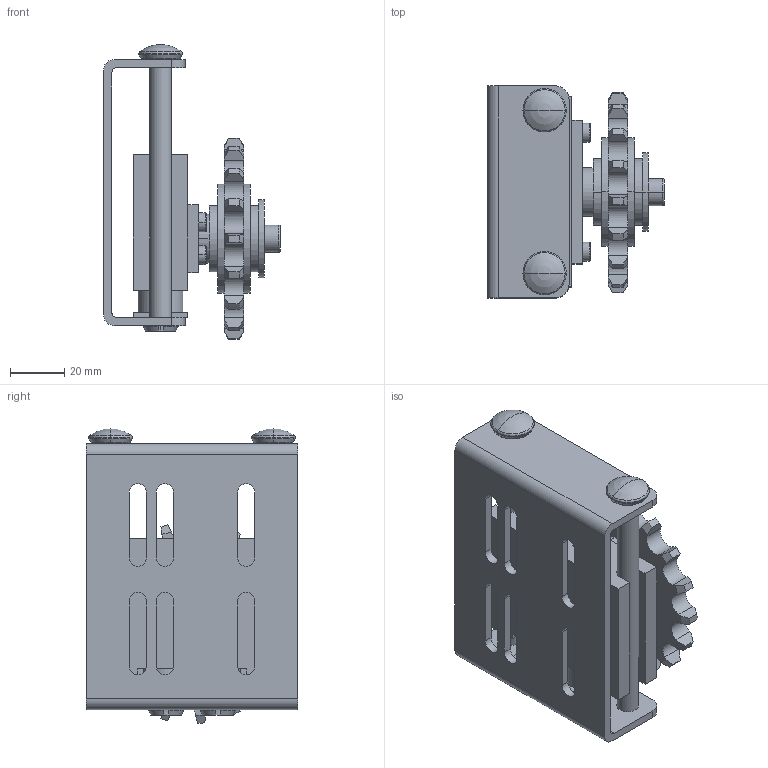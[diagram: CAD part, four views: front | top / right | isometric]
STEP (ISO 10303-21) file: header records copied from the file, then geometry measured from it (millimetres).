
FILE_DESCRIPTION(('STEP AP214'),'1');
FILE_NAME('cctmp_9072F231-0984-4E48-A5C1-F5FD5FCE14AC_2023_7_12_8_55_56_711..stp','2023-07-12T06:55:57',('Murtfeldt Kunststoffe GmbH & Co.KG'),('CADClick - www.CADClick.com'),'Spatial InterOp 3D',' ','unknown authorization');
FILE_SCHEMA(('AUTOMOTIVE_DESIGN'));
Length unit declared in the file: millimetre
Products named in the file (1): 1
Bounding box: 65.15 x 78 x 108.59 mm (x, y, z)
Volume: 146663.1 mm3; surface area: 67220.6 mm2
Topology: 2 solids, 17 shells, 561 faces, 1420 edges, 916 vertices
Faces by surface type: plane 263, cylinder 178, cone 80, torus 36, sphere 4
Entity records: 21278 total; most frequent: CARTESIAN_POINT 3047, DIRECTION 2964, ORIENTED_EDGE 2800, EDGE_CURVE 1400, AXIS2_PLACEMENT_3D 1085, VERTEX_POINT 916, LINE 794, VECTOR 794
